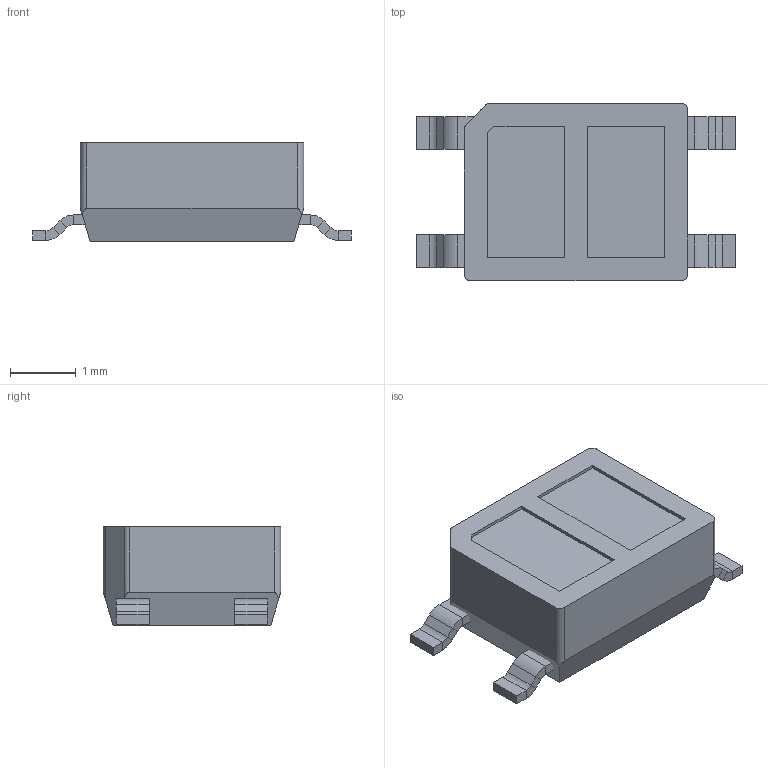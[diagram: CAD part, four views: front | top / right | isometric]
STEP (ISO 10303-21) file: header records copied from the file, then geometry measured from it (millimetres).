
FILE_DESCRIPTION(('FreeCAD Model'),'2;1');
FILE_NAME('Open CASCADE Shape Model','2023-05-28T12:37:28',(''),(''), 'Open CASCADE STEP processor 7.6','FreeCAD','Unknown');
FILE_SCHEMA(('AUTOMOTIVE_DESIGN { 1 0 10303 214 1 1 1 1 }'));
Length unit declared in the file: millimetre
Products named in the file (6): KTIR0711S; Body; pin001; pin002; pin003; pin004
Assembly tree (5 placements, depth 2):
  KTIR0711S
    Body
    pin001
    pin002
    pin003
    pin004
Bounding box: 4.85 x 2.7 x 1.5 mm (x, y, z)
Volume: 13.4 mm3; surface area: 41.9 mm2
Topology: 5 solids, 5 shells, 115 faces, 245 edges, 142 vertices
Faces by surface type: plane 94, cylinder 21
Entity records: 3137 total; most frequent: DIRECTION 532, CARTESIAN_POINT 508, ORIENTED_EDGE 490, EDGE_CURVE 245, LINE 200, VECTOR 200, AXIS2_PLACEMENT_3D 166, VERTEX_POINT 142
